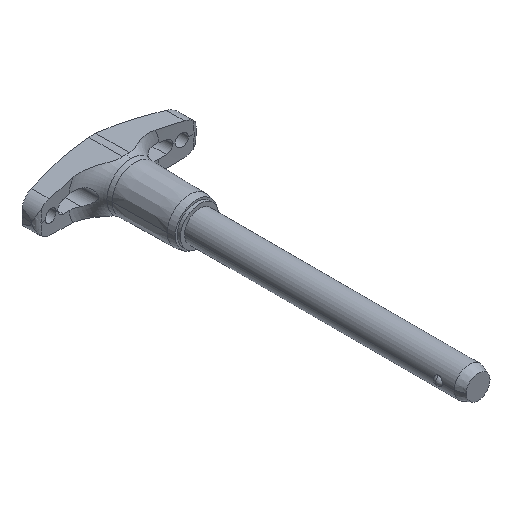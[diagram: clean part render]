
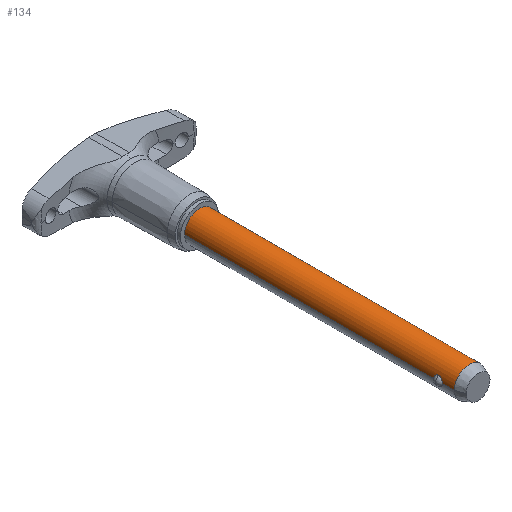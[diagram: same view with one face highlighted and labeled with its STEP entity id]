
A CAD part, isometric view. The second image highlights one B-rep face of the part: STEP entity #134.
In plain terms, the highlighted cylindrical face has radius 4.763 mm (diameter 9.525 mm), a partial arc.
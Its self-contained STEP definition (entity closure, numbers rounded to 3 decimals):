
#134=ADVANCED_FACE('',(#319),#320,.T.);
#319=FACE_OUTER_BOUND('',#554,.T.);
#320=CYLINDRICAL_SURFACE('',#555,4.763);
#554=EDGE_LOOP('',(#891,#892,#893,#894,#895,#896,#897,#898,#899,#900));
#555=AXIS2_PLACEMENT_3D('',#901,#902,#903);
#891=ORIENTED_EDGE('',*,*,#1542,.T.);
#892=ORIENTED_EDGE('',*,*,#1543,.T.);
#893=ORIENTED_EDGE('',*,*,#1540,.T.);
#894=ORIENTED_EDGE('',*,*,#1544,.T.);
#895=ORIENTED_EDGE('',*,*,#1545,.F.);
#896=ORIENTED_EDGE('',*,*,#1546,.T.);
#897=ORIENTED_EDGE('',*,*,#1547,.T.);
#898=ORIENTED_EDGE('',*,*,#1548,.T.);
#899=ORIENTED_EDGE('',*,*,#1549,.T.);
#900=ORIENTED_EDGE('',*,*,#1550,.T.);
#901=CARTESIAN_POINT('',(0.0,-44.006,0.0));
#902=DIRECTION('',(-0.0,1.0,0.0));
#903=DIRECTION('',(1.0,0.0,0.0));
#1540=EDGE_CURVE('',#1892,#1894,#1896,.T.);
#1542=EDGE_CURVE('',#1898,#1899,#1900,.T.);
#1543=EDGE_CURVE('',#1899,#1892,#1901,.T.);
#1544=EDGE_CURVE('',#1894,#1902,#1903,.T.);
#1545=EDGE_CURVE('',#1904,#1902,#1905,.T.);
#1546=EDGE_CURVE('',#1904,#1906,#1907,.T.);
#1547=EDGE_CURVE('',#1906,#1908,#1909,.T.);
#1548=EDGE_CURVE('',#1908,#1910,#1911,.T.);
#1549=EDGE_CURVE('',#1910,#1912,#1913,.T.);
#1550=EDGE_CURVE('',#1912,#1898,#1914,.T.);
#1892=VERTEX_POINT('',#2723);
#1894=VERTEX_POINT('',#2725);
#1896=B_SPLINE_CURVE_WITH_KNOTS('',3,(#2740,#2741,#2742,#2743,#2744,#2745,#2746,#2747,#2748,#2749,#2750,#2751,#2752,#2753),.UNSPECIFIED.,.F.,.F.,(4,2,2,2,2,2,4),(4.167,4.628,5.089,5.305,5.522,5.886,6.25),.UNSPECIFIED.);
#1898=VERTEX_POINT('',#2755);
#1899=VERTEX_POINT('',#2756);
#1900=LINE('',#2757,#2758);
#1901=B_SPLINE_CURVE_WITH_KNOTS('',3,(#2759,#2760,#2761,#2762,#2763,#2764,#2765,#2766,#2767,#2768,#2769,#2770,#2771,#2772),.UNSPECIFIED.,.F.,.F.,(4,2,2,2,2,2,4),(2.083,2.447,2.811,3.028,3.245,3.706,4.167),.UNSPECIFIED.);
#1902=VERTEX_POINT('',#2773);
#1903=LINE('',#2774,#2775);
#1904=VERTEX_POINT('',#2776);
#1905=CIRCLE('',#2777,4.763);
#1906=VERTEX_POINT('',#2778);
#1907=LINE('',#2779,#2780);
#1908=VERTEX_POINT('',#2781);
#1909=B_SPLINE_CURVE_WITH_KNOTS('',3,(#2782,#2783,#2784,#2785,#2786,#2787,#2788,#2789,#2790,#2791,#2792,#2793,#2794,#2795),.UNSPECIFIED.,.F.,.F.,(4,2,2,2,2,2,4),(6.25,6.614,6.978,7.194,7.411,7.872,8.333),.UNSPECIFIED.);
#1910=VERTEX_POINT('',#2796);
#1911=B_SPLINE_CURVE_WITH_KNOTS('',3,(#2797,#2798,#2799,#2800,#2801,#2802,#2803,#2804,#2805,#2806,#2807,#2808,#2809,#2810),.UNSPECIFIED.,.F.,.F.,(4,2,2,2,2,2,4),(0.0,0.461,0.922,1.139,1.355,1.719,2.083),.UNSPECIFIED.);
#1912=VERTEX_POINT('',#2811);
#1913=LINE('',#2812,#2813);
#1914=CIRCLE('',#2814,4.763);
#2723=CARTESIAN_POINT('',(4.543,-80.08,1.429));
#2725=CARTESIAN_POINT('',(4.763,-78.74,0.));
#2740=CARTESIAN_POINT('',(4.543,-80.08,1.429));
#2741=CARTESIAN_POINT('',(4.543,-79.926,1.429));
#2742=CARTESIAN_POINT('',(4.552,-79.762,1.4));
#2743=CARTESIAN_POINT('',(4.587,-79.459,1.282));
#2744=CARTESIAN_POINT('',(4.612,-79.32,1.192));
#2745=CARTESIAN_POINT('',(4.647,-79.155,1.042));
#2746=CARTESIAN_POINT('',(4.66,-79.101,0.985));
#2747=CARTESIAN_POINT('',(4.684,-79.004,0.863));
#2748=CARTESIAN_POINT('',(4.696,-78.962,0.797));
#2749=CARTESIAN_POINT('',(4.722,-78.869,0.629));
#2750=CARTESIAN_POINT('',(4.737,-78.819,0.507));
#2751=CARTESIAN_POINT('',(4.757,-78.755,0.253));
#2752=CARTESIAN_POINT('',(4.763,-78.74,0.121));
#2753=CARTESIAN_POINT('',(4.763,-78.74,0.));
#2755=CARTESIAN_POINT('',(4.763,-85.23,0.0));
#2756=CARTESIAN_POINT('',(4.763,-81.42,0.));
#2757=CARTESIAN_POINT('',(4.763,-44.006,0.));
#2758=VECTOR('',#4033,1.0);
#2759=CARTESIAN_POINT('',(4.763,-81.42,0.));
#2760=CARTESIAN_POINT('',(4.763,-81.42,0.121));
#2761=CARTESIAN_POINT('',(4.757,-81.405,0.253));
#2762=CARTESIAN_POINT('',(4.737,-81.34,0.507));
#2763=CARTESIAN_POINT('',(4.722,-81.291,0.629));
#2764=CARTESIAN_POINT('',(4.696,-81.198,0.797));
#2765=CARTESIAN_POINT('',(4.684,-81.155,0.863));
#2766=CARTESIAN_POINT('',(4.66,-81.059,0.985));
#2767=CARTESIAN_POINT('',(4.647,-81.005,1.042));
#2768=CARTESIAN_POINT('',(4.612,-80.84,1.192));
#2769=CARTESIAN_POINT('',(4.587,-80.7,1.282));
#2770=CARTESIAN_POINT('',(4.552,-80.397,1.4));
#2771=CARTESIAN_POINT('',(4.543,-80.233,1.429));
#2772=CARTESIAN_POINT('',(4.543,-80.08,1.429));
#2773=CARTESIAN_POINT('',(4.763,0.0,0.0));
#2774=CARTESIAN_POINT('',(4.763,-44.006,0.));
#2775=VECTOR('',#4034,1.0);
#2776=CARTESIAN_POINT('',(-4.763,0.0,0.));
#2777=AXIS2_PLACEMENT_3D('',#4035,#4036,#4037);
#2778=CARTESIAN_POINT('',(-4.763,-78.74,0.));
#2779=CARTESIAN_POINT('',(-4.763,-44.006,0.));
#2780=VECTOR('',#4038,1.0);
#2781=CARTESIAN_POINT('',(-4.543,-80.08,1.429));
#2782=CARTESIAN_POINT('',(-4.763,-78.74,0.));
#2783=CARTESIAN_POINT('',(-4.763,-78.74,0.121));
#2784=CARTESIAN_POINT('',(-4.757,-78.755,0.253));
#2785=CARTESIAN_POINT('',(-4.737,-78.819,0.507));
#2786=CARTESIAN_POINT('',(-4.722,-78.869,0.629));
#2787=CARTESIAN_POINT('',(-4.696,-78.962,0.797));
#2788=CARTESIAN_POINT('',(-4.684,-79.004,0.863));
#2789=CARTESIAN_POINT('',(-4.66,-79.101,0.985));
#2790=CARTESIAN_POINT('',(-4.647,-79.155,1.042));
#2791=CARTESIAN_POINT('',(-4.612,-79.32,1.192));
#2792=CARTESIAN_POINT('',(-4.587,-79.459,1.282));
#2793=CARTESIAN_POINT('',(-4.552,-79.762,1.4));
#2794=CARTESIAN_POINT('',(-4.543,-79.926,1.429));
#2795=CARTESIAN_POINT('',(-4.543,-80.08,1.429));
#2796=CARTESIAN_POINT('',(-4.763,-81.42,0.));
#2797=CARTESIAN_POINT('',(-4.543,-80.08,1.429));
#2798=CARTESIAN_POINT('',(-4.543,-80.233,1.429));
#2799=CARTESIAN_POINT('',(-4.552,-80.397,1.4));
#2800=CARTESIAN_POINT('',(-4.587,-80.7,1.282));
#2801=CARTESIAN_POINT('',(-4.612,-80.84,1.192));
#2802=CARTESIAN_POINT('',(-4.647,-81.005,1.042));
#2803=CARTESIAN_POINT('',(-4.66,-81.059,0.985));
#2804=CARTESIAN_POINT('',(-4.684,-81.155,0.863));
#2805=CARTESIAN_POINT('',(-4.696,-81.198,0.797));
#2806=CARTESIAN_POINT('',(-4.722,-81.291,0.629));
#2807=CARTESIAN_POINT('',(-4.737,-81.34,0.507));
#2808=CARTESIAN_POINT('',(-4.757,-81.405,0.253));
#2809=CARTESIAN_POINT('',(-4.763,-81.42,0.121));
#2810=CARTESIAN_POINT('',(-4.763,-81.42,0.));
#2811=CARTESIAN_POINT('',(-4.763,-85.23,0.));
#2812=CARTESIAN_POINT('',(-4.763,-44.006,0.));
#2813=VECTOR('',#4039,1.0);
#2814=AXIS2_PLACEMENT_3D('',#4040,#4041,#4042);
#4033=DIRECTION('',(0.0,1.0,0.0));
#4034=DIRECTION('',(0.0,1.0,0.0));
#4035=CARTESIAN_POINT('',(0.0,0.0,0.0));
#4036=DIRECTION('',(-0.0,1.0,0.0));
#4037=DIRECTION('',(1.0,0.0,0.0));
#4038=DIRECTION('',(-0.0,-1.0,-0.0));
#4039=DIRECTION('',(-0.0,-1.0,-0.0));
#4040=CARTESIAN_POINT('',(0.0,-85.23,0.0));
#4041=DIRECTION('',(0.,1.0,0.0));
#4042=DIRECTION('',(1.0,0.,0.0));
